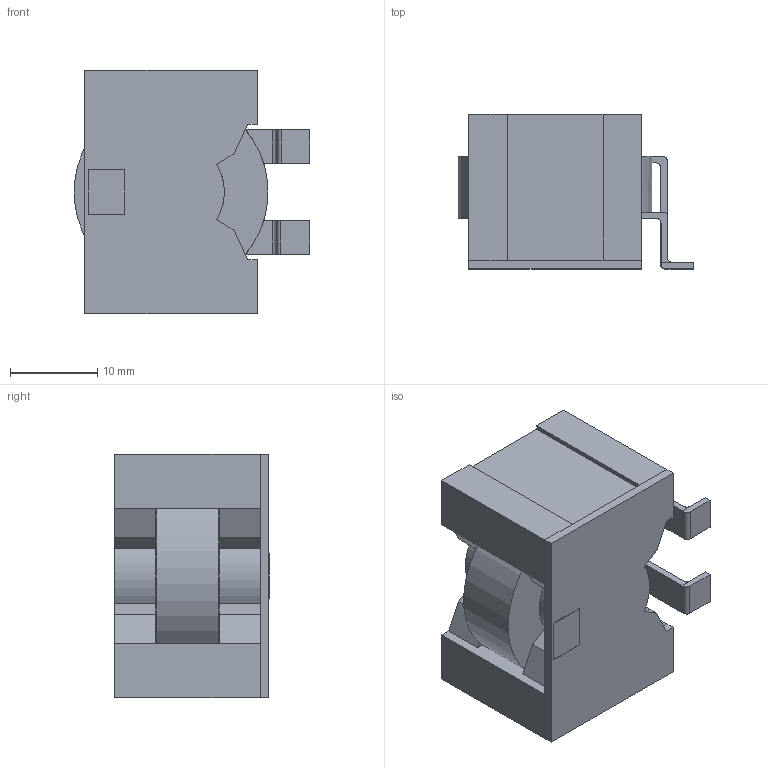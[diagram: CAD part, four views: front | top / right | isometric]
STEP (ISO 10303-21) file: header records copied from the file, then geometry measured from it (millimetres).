
FILE_DESCRIPTION (( 'STEP AP214' ), '1' );
FILE_NAME ('2E805EDA-BEA4-4FEF-BC79-8B8070E3D74B.STEP', '2023-12-28T05:48:03', ( '' ), ( '' ), 'SwSTEP 2.0', 'SolidWorks 2022', '' );
FILE_SCHEMA (( 'AUTOMOTIVE_DESIGN' ));
Length unit declared in the file: millimetre
Products named in the file (1): 2E805EDA-BEA4-4FEF-BC79-8B8070E3D74B
Bounding box: 27 x 17.78 x 27.9 mm (x, y, z)
Volume: 8777.6 mm3; surface area: 4263.4 mm2
Topology: 3 solids, 3 shells, 538 faces, 1491 edges, 988 vertices
Faces by surface type: bspline 265, plane 258, cylinder 15
Entity records: 23048 total; most frequent: CARTESIAN_POINT 10051, ORIENTED_EDGE 2982, DIRECTION 1523, EDGE_CURVE 1491, VERTEX_POINT 988, VECTOR 911, LINE 911, EDGE_LOOP 571
